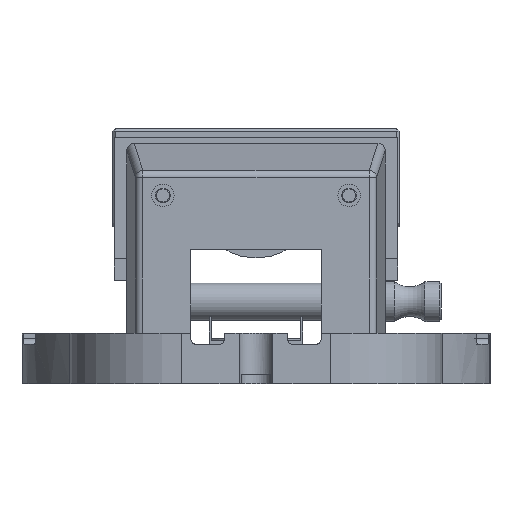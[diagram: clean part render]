
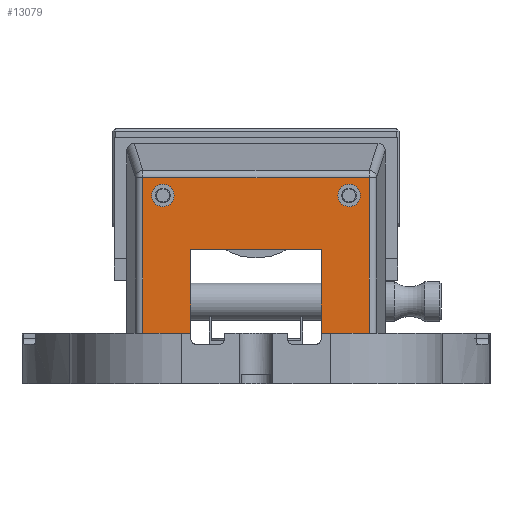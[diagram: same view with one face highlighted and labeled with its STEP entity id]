
A CAD part, left-side view. The second image highlights one B-rep face of the part: STEP entity #13079.
In plain terms, the highlighted planar face has unit normal (-1, 0, 0).
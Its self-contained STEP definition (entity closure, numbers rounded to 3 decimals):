
#465=FACE_BOUND($,#2727,.T.);
#466=FACE_BOUND($,#2728,.T.);
#1267=CIRCLE($,#14185,6.);
#1268=CIRCLE($,#14186,6.);
#1887=FACE_OUTER_BOUND($,#2726,.T.);
#2726=EDGE_LOOP($,(#10106,#10107,#10108,#10109,#10110,#10111,#10112,#10113));
#2727=EDGE_LOOP($,(#10114));
#2728=EDGE_LOOP($,(#10115));
#4038=LINE($,#20746,#5123);
#4089=LINE($,#20888,#5174);
#4094=LINE($,#20912,#5179);
#4096=LINE($,#20918,#5181);
#4099=LINE($,#20922,#5184);
#4103=LINE($,#20933,#5188);
#4104=LINE($,#20935,#5189);
#4105=LINE($,#20936,#5190);
#5123=VECTOR($,#16478,25.748);
#5174=VECTOR($,#16611,25.748);
#5179=VECTOR($,#16644,83.658);
#5181=VECTOR($,#16652,121.496);
#5184=VECTOR($,#16657,83.658);
#5188=VECTOR($,#16669,45.);
#5189=VECTOR($,#16670,70.);
#5190=VECTOR($,#16671,45.);
#6233=VERTEX_POINT($,#20743);
#6234=VERTEX_POINT($,#20745);
#6283=VERTEX_POINT($,#20885);
#6284=VERTEX_POINT($,#20887);
#6287=VERTEX_POINT($,#20902);
#6289=VERTEX_POINT($,#20908);
#6293=VERTEX_POINT($,#20932);
#6294=VERTEX_POINT($,#20934);
#6295=VERTEX_POINT($,#20937);
#6296=VERTEX_POINT($,#20939);
#7692=EDGE_CURVE($,#6233,#6234,#4038,.T.);
#7763=EDGE_CURVE($,#6283,#6284,#4089,.T.);
#7775=EDGE_CURVE($,#6284,#6289,#4094,.T.);
#7778=EDGE_CURVE($,#6289,#6287,#4096,.T.);
#7781=EDGE_CURVE($,#6233,#6287,#4099,.T.);
#7786=EDGE_CURVE($,#6283,#6293,#4103,.T.);
#7787=EDGE_CURVE($,#6293,#6294,#4104,.T.);
#7788=EDGE_CURVE($,#6294,#6234,#4105,.T.);
#7789=EDGE_CURVE($,#6295,#6295,#1267,.T.);
#7790=EDGE_CURVE($,#6296,#6296,#1268,.T.);
#10106=ORIENTED_EDGE($,*,*,#7781,.T.);
#10107=ORIENTED_EDGE($,*,*,#7778,.F.);
#10108=ORIENTED_EDGE($,*,*,#7775,.F.);
#10109=ORIENTED_EDGE($,*,*,#7763,.F.);
#10110=ORIENTED_EDGE($,*,*,#7786,.T.);
#10111=ORIENTED_EDGE($,*,*,#7787,.T.);
#10112=ORIENTED_EDGE($,*,*,#7788,.T.);
#10113=ORIENTED_EDGE($,*,*,#7692,.F.);
#10114=ORIENTED_EDGE($,*,*,#7789,.T.);
#10115=ORIENTED_EDGE($,*,*,#7790,.T.);
#12520=PLANE($,#14184);
#13079=ADVANCED_FACE($,(#1887,#465,#466),#12520,.F.);
#14184=AXIS2_PLACEMENT_3D($,#20931,#16667,#16668);
#14185=AXIS2_PLACEMENT_3D($,#20938,#16672,#16673);
#14186=AXIS2_PLACEMENT_3D($,#20940,#16674,#16675);
#16478=DIRECTION($,(0.,1.,0.));
#16611=DIRECTION($,(0.,1.,0.));
#16644=DIRECTION($,(0.,0.,1.));
#16652=DIRECTION($,(0.,-1.,0.));
#16657=DIRECTION($,(0.,0.,1.));
#16667=DIRECTION('center_axis',(1.,0.,0.));
#16668=DIRECTION('ref_axis',(0.,0.,-1.));
#16669=DIRECTION($,(0.,0.,1.));
#16670=DIRECTION($,(0.,-1.,0.));
#16671=DIRECTION($,(0.,0.,-1.));
#16672=DIRECTION('center_axis',(1.,0.,0.));
#16673=DIRECTION('ref_axis',(0.,0.,
-1.));
#16674=DIRECTION('center_axis',(1.,0.,0.));
#16675=DIRECTION('ref_axis',(0.,0.,
-1.));
#20743=CARTESIAN_POINT('',(-591.5,-60.748,27.));
#20745=CARTESIAN_POINT('',(-591.5,-35.,27.));
#20746=CARTESIAN_POINT($,(-591.5,0.,27.));
#20885=CARTESIAN_POINT('',(-591.5,35.,27.));
#20887=CARTESIAN_POINT('',(-591.5,60.748,27.));
#20888=CARTESIAN_POINT($,(-591.5,0.,27.));
#20902=CARTESIAN_POINT('',(-591.5,-60.748,110.658));
#20908=CARTESIAN_POINT('',(-591.5,60.748,110.658));
#20912=CARTESIAN_POINT($,(-591.5,60.748,28.));
#20918=CARTESIAN_POINT($,(-591.5,-35.75,110.658));
#20922=CARTESIAN_POINT($,(-591.5,-60.748,28.));
#20931=CARTESIAN_POINT('Origin',(-591.5,0.,47.));
#20932=CARTESIAN_POINT('',(-591.5,35.,72.));
#20933=CARTESIAN_POINT($,(-591.5,35.,59.5));
#20934=CARTESIAN_POINT('',(-591.5,-35.,72.));
#20935=CARTESIAN_POINT($,(-591.5,-17.5,72.));
#20936=CARTESIAN_POINT($,(-591.5,-35.,34.));
#20937=CARTESIAN_POINT('',(-591.5,50.,107.));
#20938=CARTESIAN_POINT('Origin',(-591.5,50.,101.));
#20939=CARTESIAN_POINT('',(-591.5,-50.,107.));
#20940=CARTESIAN_POINT('Origin',(-591.5,-50.,101.));
